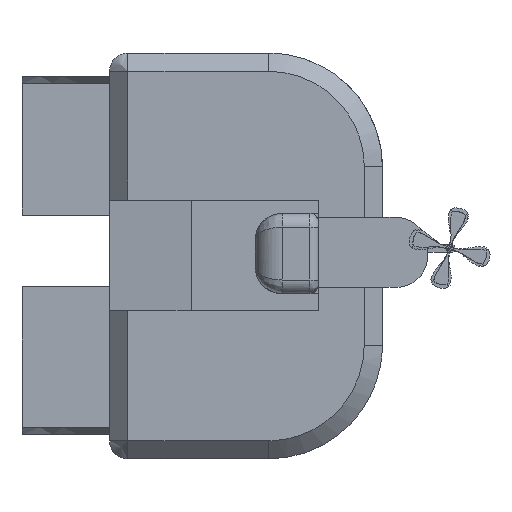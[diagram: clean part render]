
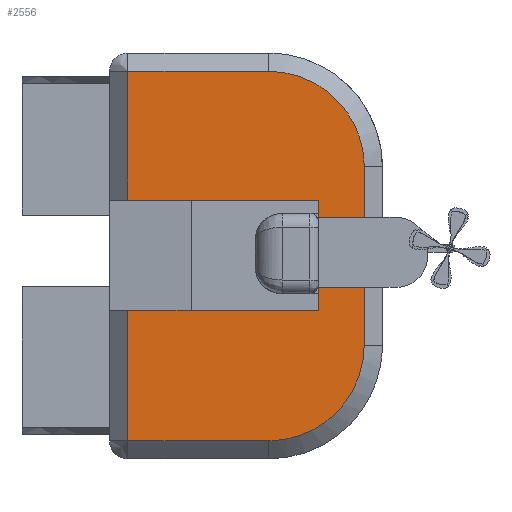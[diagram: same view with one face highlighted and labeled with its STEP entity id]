
A CAD part, left-side view. The second image highlights one B-rep face of the part: STEP entity #2556.
In plain terms, the highlighted free-form (B-spline) face has degree [1, 1] with [2, 2] control points.
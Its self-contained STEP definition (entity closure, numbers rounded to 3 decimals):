
#1571 = VERTEX_POINT('',#1572);
#1572 = CARTESIAN_POINT('',(-461.594,144.33,
    0.018));
#1577 = EDGE_CURVE('',#1571,#1578,#1580,.T.);
#1578 = VERTEX_POINT('',#1579);
#1579 = CARTESIAN_POINT('',(-461.594,144.33,
    47.052));
#1580 = B_SPLINE_CURVE_WITH_KNOTS('',1,(#1581,#1582),.UNSPECIFIED.,.F.,
  .F.,(2,2),(51.124,92.975),.PIECEWISE_BEZIER_KNOTS.);
#1581 = CARTESIAN_POINT('',(-461.594,144.33,
    0.018));
#1582 = CARTESIAN_POINT('',(-461.594,144.33,
    47.052));
#1599 = VERTEX_POINT('',#1600);
#1600 = CARTESIAN_POINT('',(-461.594,144.33,
    -87.841));
#1615 = VERTEX_POINT('',#1616);
#1616 = CARTESIAN_POINT('',(-461.594,92.844,
    -87.841));
#1621 = EDGE_CURVE('',#1615,#1599,#1622,.T.);
#1622 = B_SPLINE_CURVE_WITH_KNOTS('',1,(#1623,#1624),.UNSPECIFIED.,.F.,
  .F.,(2,2),(36.944,82.755),.PIECEWISE_BEZIER_KNOTS.);
#1623 = CARTESIAN_POINT('',(-461.594,92.844,
    -87.841));
#1624 = CARTESIAN_POINT('',(-461.594,144.33,
    -87.841));
#1644 = VERTEX_POINT('',#1645);
#1645 = CARTESIAN_POINT('',(-461.594,57.967,
    -52.964));
#1650 = EDGE_CURVE('',#1644,#1615,#1651,.T.);
#1651 = ( BOUNDED_CURVE() B_SPLINE_CURVE(2,(#1652,#1653,#1654),
.UNSPECIFIED.,.F.,.F.) B_SPLINE_CURVE_WITH_KNOTS((3,3),(5.498,
7.069),.PIECEWISE_BEZIER_KNOTS.) CURVE() 
GEOMETRIC_REPRESENTATION_ITEM() RATIONAL_B_SPLINE_CURVE((1.,
0.707,1.)) REPRESENTATION_ITEM('') );
#1652 = CARTESIAN_POINT('',(-461.594,57.967,
    -52.964));
#1653 = CARTESIAN_POINT('',(-461.594,57.967,
    -87.841));
#1654 = CARTESIAN_POINT('',(-461.594,92.844,
    -87.841));
#1669 = VERTEX_POINT('',#1670);
#1670 = CARTESIAN_POINT('',(-461.594,57.967,
    12.175));
#1675 = EDGE_CURVE('',#1669,#1644,#1676,.T.);
#1676 = B_SPLINE_CURVE_WITH_KNOTS('',1,(#1677,#1678),.UNSPECIFIED.,.F.,
  .F.,(2,2),(-61.942,-3.982),.PIECEWISE_BEZIER_KNOTS.);
#1677 = CARTESIAN_POINT('',(-461.594,57.967,
    12.175));
#1678 = CARTESIAN_POINT('',(-461.594,57.967,
    -52.964));
#1704 = VERTEX_POINT('',#1705);
#1705 = CARTESIAN_POINT('',(-461.594,92.844,
    47.052));
#1710 = EDGE_CURVE('',#1704,#1669,#1711,.T.);
#1711 = ( BOUNDED_CURVE() B_SPLINE_CURVE(2,(#1712,#1713,#1714),
.UNSPECIFIED.,.F.,.F.) B_SPLINE_CURVE_WITH_KNOTS((3,3),(5.498,
7.069),.PIECEWISE_BEZIER_KNOTS.) CURVE() 
GEOMETRIC_REPRESENTATION_ITEM() RATIONAL_B_SPLINE_CURVE((1.,
0.707,1.)) REPRESENTATION_ITEM('') );
#1712 = CARTESIAN_POINT('',(-461.594,92.844,
    47.052));
#1713 = CARTESIAN_POINT('',(-461.594,57.967,
    47.052));
#1714 = CARTESIAN_POINT('',(-461.594,57.967,
    12.175));
#1733 = EDGE_CURVE('',#1578,#1704,#1734,.T.);
#1734 = B_SPLINE_CURVE_WITH_KNOTS('',1,(#1735,#1736),.UNSPECIFIED.,.F.,
  .F.,(2,2),(-82.755,-36.944),.PIECEWISE_BEZIER_KNOTS.);
#1735 = CARTESIAN_POINT('',(-461.594,144.33,
    47.052));
#1736 = CARTESIAN_POINT('',(-461.594,92.844,
    47.052));
#1753 = VERTEX_POINT('',#1754);
#1754 = CARTESIAN_POINT('',(-461.594,144.33,
    -40.27));
#1765 = EDGE_CURVE('',#1599,#1753,#1766,.T.);
#1766 = B_SPLINE_CURVE_WITH_KNOTS('',1,(#1767,#1768),.UNSPECIFIED.,.F.,
  .F.,(2,2),(-27.051,15.278),.PIECEWISE_BEZIER_KNOTS.);
#1767 = CARTESIAN_POINT('',(-461.594,144.33,
    -87.841));
#1768 = CARTESIAN_POINT('',(-461.594,144.33,
    -40.27));
#1991 = EDGE_CURVE('',#1992,#1753,#1994,.T.);
#1992 = VERTEX_POINT('',#1993);
#1993 = CARTESIAN_POINT('',(-461.594,74.575,
    -40.27));
#1994 = B_SPLINE_CURVE_WITH_KNOTS('',1,(#1995,#1996),.UNSPECIFIED.,.F.,
  .F.,(2,2),(-23.644,38.422),.PIECEWISE_BEZIER_KNOTS.);
#1995 = CARTESIAN_POINT('',(-461.594,74.575,
    -40.27));
#1996 = CARTESIAN_POINT('',(-461.594,144.33,
    -40.27));
#2019 = VERTEX_POINT('',#2020);
#2020 = CARTESIAN_POINT('',(-461.594,74.575,
    0.018));
#2025 = EDGE_CURVE('',#1571,#2019,#2026,.T.);
#2026 = B_SPLINE_CURVE_WITH_KNOTS('',1,(#2027,#2028),.UNSPECIFIED.,.F.,
  .F.,(2,2),(-38.422,23.644),.PIECEWISE_BEZIER_KNOTS.);
#2027 = CARTESIAN_POINT('',(-461.594,144.33,
    0.018));
#2028 = CARTESIAN_POINT('',(-461.594,74.575,
    0.018));
#2039 = EDGE_CURVE('',#2019,#1992,#2040,.T.);
#2040 = B_SPLINE_CURVE_WITH_KNOTS('',1,(#2041,#2042),.UNSPECIFIED.,.F.,
  .F.,(2,2),(-51.005,-15.158),.PIECEWISE_BEZIER_KNOTS.);
#2041 = CARTESIAN_POINT('',(-461.594,74.575,
    0.018));
#2042 = CARTESIAN_POINT('',(-461.594,74.575,
    -40.27));
#2556 = ADVANCED_FACE('',(#2557),#2569,.T.);
#2557 = FACE_BOUND('',#2558,.T.);
#2558 = EDGE_LOOP('',(#2559,#2560,#2561,#2562,#2563,#2564,#2565,#2566,
    #2567,#2568));
#2559 = ORIENTED_EDGE('',*,*,#1577,.F.);
#2560 = ORIENTED_EDGE('',*,*,#2025,.T.);
#2561 = ORIENTED_EDGE('',*,*,#2039,.T.);
#2562 = ORIENTED_EDGE('',*,*,#1991,.T.);
#2563 = ORIENTED_EDGE('',*,*,#1765,.F.);
#2564 = ORIENTED_EDGE('',*,*,#1621,.F.);
#2565 = ORIENTED_EDGE('',*,*,#1650,.F.);
#2566 = ORIENTED_EDGE('',*,*,#1675,.F.);
#2567 = ORIENTED_EDGE('',*,*,#1710,.F.);
#2568 = ORIENTED_EDGE('',*,*,#1733,.F.);
#2569 = B_SPLINE_SURFACE_WITH_KNOTS('',1,1,(
    (#2570,#2571)
    ,(#2572,#2573
    )),.UNSPECIFIED.,.F.,.F.,.F.,(2,2),(2,2),(5.911,125.937),(
    5.911,82.755),.PIECEWISE_BEZIER_KNOTS.);
#2570 = CARTESIAN_POINT('',(-461.594,57.967,
    -87.841));
#2571 = CARTESIAN_POINT('',(-461.594,144.33,
    -87.841));
#2572 = CARTESIAN_POINT('',(-461.594,57.967,
    47.052));
#2573 = CARTESIAN_POINT('',(-461.594,144.33,
    47.052));
